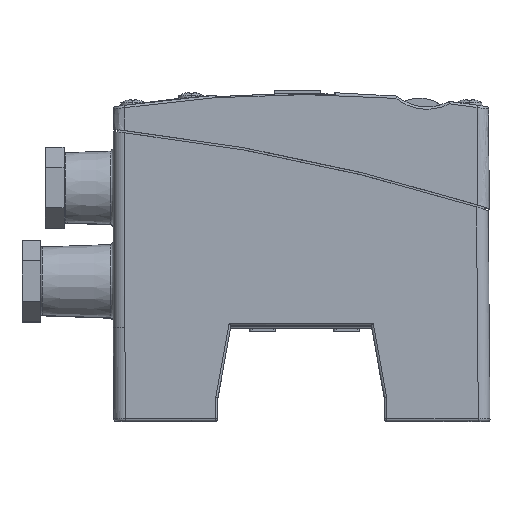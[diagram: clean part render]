
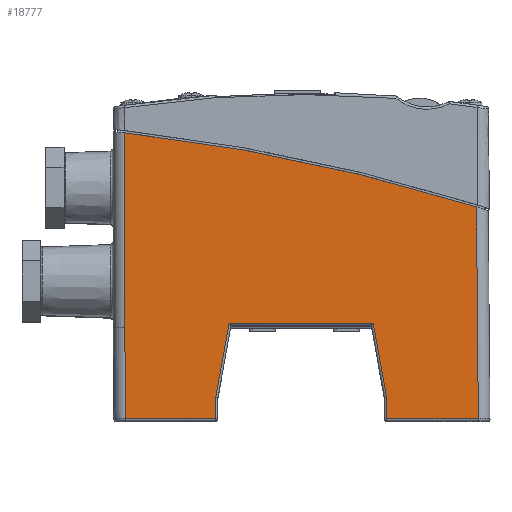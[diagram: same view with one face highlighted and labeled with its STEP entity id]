
A CAD part, top view. The second image highlights one B-rep face of the part: STEP entity #18777.
In plain terms, the highlighted planar face has unit normal (0, -0.009, 1).
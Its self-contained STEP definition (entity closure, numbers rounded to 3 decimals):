
#1956=CARTESIAN_POINT('',(37.524,25.866,67.726));
#2334=DIRECTION('',(-0.178,0.984,0.009));
#2335=VECTOR('',#2334,16.214);
#2336=CARTESIAN_POINT('',(18.3,-14.96,67.369));
#2337=LINE('',#2336,#2335);
#2338=DIRECTION('',(-0.178,-0.984,-0.009));
#2339=VECTOR('',#2338,16.214);
#2340=CARTESIAN_POINT('',(-15.418,0.996,
67.509));
#2341=LINE('',#2340,#2339);
#2342=DIRECTION('',(-0.009,1.,0.009));
#2343=VECTOR('',#2342,19.495);
#2344=CARTESIAN_POINT('',(-37.58,-19.504,
67.33));
#2345=LINE('',#2344,#2343);
#2346=CARTESIAN_POINT('',(-37.75,41.728,67.864));
#2347=CARTESIAN_POINT('',(-24.949,40.297,67.852));
#2348=CARTESIAN_POINT('',(0.396,36.213,67.816));
#2349=CARTESIAN_POINT('',(25.234,29.722,67.759));
#2350=CARTESIAN_POINT('',(37.524,25.866,67.726));
#2352=DIRECTION('',(0.009,-1.,-0.009));
#2353=VECTOR('',#2352,45.374);
#2354=CARTESIAN_POINT('',(37.524,25.866,67.726));
#2355=LINE('',#2354,#2353);
#2377=DIRECTION('',(1.,0.,0.));
#2378=VECTOR('',#2377,30.836);
#2379=CARTESIAN_POINT('',(-15.418,0.996,
67.509));
#2380=LINE('',#2379,#2378);
#2694=DIRECTION('',(0.,-1.,-0.009));
#2695=VECTOR('',#2694,41.741);
#2696=CARTESIAN_POINT('',(-37.75,41.728,67.864));
#2697=LINE('',#2696,#2695);
#2841=DIRECTION('',(0.,1.,0.009));
#2842=VECTOR('',#2841,4.545);
#2843=CARTESIAN_POINT('',(-18.3,-19.504,67.33));
#2844=LINE('',#2843,#2842);
#2882=DIRECTION('',(1.,0.,0.));
#2883=VECTOR('',#2882,19.28);
#2884=CARTESIAN_POINT('',(-37.58,-19.504,
67.33));
#2885=LINE('',#2884,#2883);
#5381=DIRECTION('',(0.,-1.,-0.009));
#5382=VECTOR('',#5381,4.545);
#5383=CARTESIAN_POINT('',(18.3,-14.96,67.369));
#5384=LINE('',#5383,#5382);
#5439=DIRECTION('',(1.,0.,0.));
#5440=VECTOR('',#5439,19.62);
#5441=CARTESIAN_POINT('',(18.3,-19.504,67.33));
#5442=LINE('',#5441,#5440);
#14128=VERTEX_POINT('',#1956);
#14129=VERTEX_POINT('',#2346);
#14212=CARTESIAN_POINT('',(-18.3,-19.504,67.33));
#14213=VERTEX_POINT('',#14212);
#14214=CARTESIAN_POINT('',(-18.3,-14.96,67.369));
#14215=VERTEX_POINT('',#14214);
#14217=CARTESIAN_POINT('',(-37.58,-19.504,
67.33));
#14218=VERTEX_POINT('',#14217);
#14224=CARTESIAN_POINT('',(18.3,-19.504,67.33));
#14225=VERTEX_POINT('',#14224);
#14226=CARTESIAN_POINT('',(37.92,-19.504,
67.33));
#14227=VERTEX_POINT('',#14226);
#14236=CARTESIAN_POINT('',(18.3,-14.96,67.369));
#14237=VERTEX_POINT('',#14236);
#14238=CARTESIAN_POINT('',(15.418,0.996,
67.509));
#14239=VERTEX_POINT('',#14238);
#14240=CARTESIAN_POINT('',(-15.418,0.996,
67.509));
#14241=VERTEX_POINT('',#14240);
#14242=CARTESIAN_POINT('',(-37.75,-0.011,67.5));
#14243=VERTEX_POINT('',#14242);
#18750=CARTESIAN_POINT('',(-42.88,0.,67.5));
#18751=DIRECTION('',(0.,-0.009,1.));
#18752=DIRECTION('',(-1.,0.,0.));
#18753=AXIS2_PLACEMENT_3D('',#18750,#18751,#18752);
#18754=PLANE('',#18753);
#18755=ORIENTED_EDGE('',*,*,#18733,.T.);
#18757=ORIENTED_EDGE('',*,*,#18756,.F.);
#18759=ORIENTED_EDGE('',*,*,#18758,.T.);
#18761=ORIENTED_EDGE('',*,*,#18760,.F.);
#18763=ORIENTED_EDGE('',*,*,#18762,.F.);
#18765=ORIENTED_EDGE('',*,*,#18764,.T.);
#18767=ORIENTED_EDGE('',*,*,#18766,.F.);
#18768=ORIENTED_EDGE('',*,*,#18491,.T.);
#18770=ORIENTED_EDGE('',*,*,#18769,.T.);
#18772=ORIENTED_EDGE('',*,*,#18771,.F.);
#18774=ORIENTED_EDGE('',*,*,#18773,.F.);
#18775=EDGE_LOOP('',(#18755,#18757,#18759,#18761,#18763,#18765,#18767,#18768,
#18770,#18772,#18774));
#18776=FACE_OUTER_BOUND('',#18775,.F.);
#18777=ADVANCED_FACE('',(#18776),#18754,.T.);
#2351=B_SPLINE_CURVE_WITH_KNOTS('',3,(#2346,#2347,#2348,#2349,#2350),
.UNSPECIFIED.,.F.,.F.,(4,1,4),(0.,0.5,1.),.UNSPECIFIED.);
#18491=EDGE_CURVE('',#14129,#14128,#2351,.T.);
#18733=EDGE_CURVE('',#14237,#14239,#2337,.T.);
#18756=EDGE_CURVE('',#14241,#14239,#2380,.T.);
#18758=EDGE_CURVE('',#14241,#14215,#2341,.T.);
#18760=EDGE_CURVE('',#14213,#14215,#2844,.T.);
#18762=EDGE_CURVE('',#14218,#14213,#2885,.T.);
#18764=EDGE_CURVE('',#14218,#14243,#2345,.T.);
#18766=EDGE_CURVE('',#14129,#14243,#2697,.T.);
#18769=EDGE_CURVE('',#14128,#14227,#2355,.T.);
#18771=EDGE_CURVE('',#14225,#14227,#5442,.T.);
#18773=EDGE_CURVE('',#14237,#14225,#5384,.T.);
